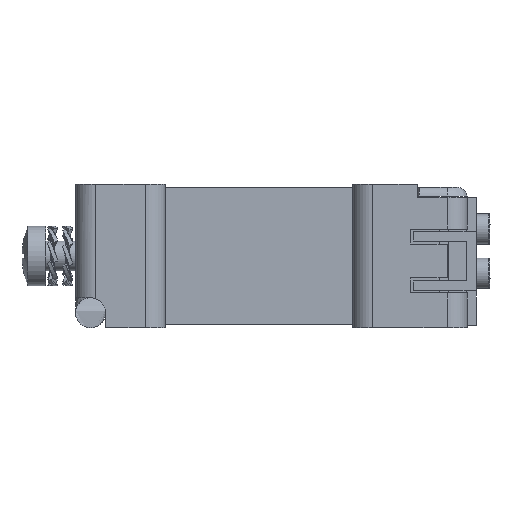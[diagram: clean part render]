
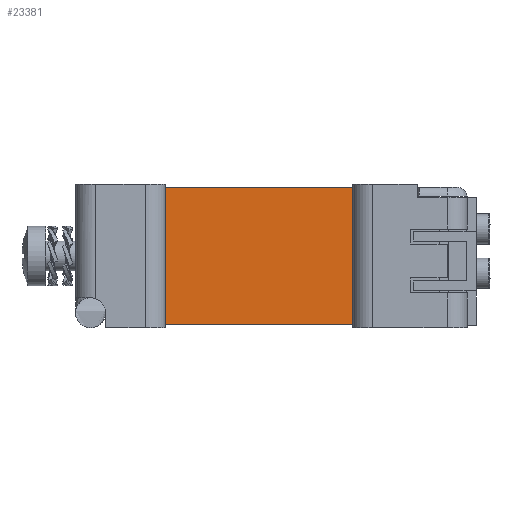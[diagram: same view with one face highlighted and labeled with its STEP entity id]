
A CAD part, left-side view. The second image highlights one B-rep face of the part: STEP entity #23381.
In plain terms, the highlighted planar face has unit normal (-1, 0, 0).
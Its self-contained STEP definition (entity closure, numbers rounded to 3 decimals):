
#3053 = CARTESIAN_POINT ( 'NONE',  ( -77.156, 102.372, 6.9 ) ) ;
#3882 = ORIENTED_EDGE ( 'NONE', *, *, #20181, .F. ) ;
#3963 = VECTOR ( 'NONE', #14312, 1000. ) ;
#4632 = LINE ( 'NONE', #15731, #14552 ) ;
#4739 = AXIS2_PLACEMENT_3D ( 'NONE', #9662, #6070, #19096 ) ;
#4884 = VERTEX_POINT ( 'NONE', #3053 ) ;
#5420 = LINE ( 'NONE', #22039, #19110 ) ;
#5715 = ORIENTED_EDGE ( 'NONE', *, *, #19802, .T. ) ;
#6070 = DIRECTION ( 'NONE',  ( 1., 0., 0. ) ) ;
#9662 = CARTESIAN_POINT ( 'NONE',  ( -77.156, 111.372, 7.2 ) ) ;
#11900 = DIRECTION ( 'NONE',  ( 0., -1., 0. ) ) ;
#12455 = VECTOR ( 'NONE', #23110, 1000. ) ;
#12537 = EDGE_CURVE ( 'NONE', #20724, #13398, #17385, .T. ) ;
#12626 = ORIENTED_EDGE ( 'NONE', *, *, #23089, .F. ) ;
#12910 = CARTESIAN_POINT ( 'NONE',  ( -77.156, 83.572, 6.9 ) ) ;
#12965 = VERTEX_POINT ( 'NONE', #20710 ) ;
#13398 = VERTEX_POINT ( 'NONE', #12910 ) ;
#13675 = FACE_OUTER_BOUND ( 'NONE', #19608, .T. ) ;
#14312 = DIRECTION ( 'NONE',  ( 0., 0., 1. ) ) ;
#14552 = VECTOR ( 'NONE', #11900, 1000. ) ;
#15731 = CARTESIAN_POINT ( 'NONE',  ( -77.156, 111.372, 6.9 ) ) ;
#17385 = LINE ( 'NONE', #19355, #12455 ) ;
#18026 = CARTESIAN_POINT ( 'NONE',  ( -77.156, 102.372, 7.2 ) ) ;
#19096 = DIRECTION ( 'NONE',  ( 0., 1., 0. ) ) ;
#19110 = VECTOR ( 'NONE', #23905, 1000. ) ;
#19355 = CARTESIAN_POINT ( 'NONE',  ( -77.156, 83.572, 7.2 ) ) ;
#19608 = EDGE_LOOP ( 'NONE', ( #12626, #3882, #5715, #24019 ) ) ;
#19789 = CARTESIAN_POINT ( 'NONE',  ( -77.156, 83.572, -6.9 ) ) ;
#19802 = EDGE_CURVE ( 'NONE', #12965, #20724, #5420, .T. ) ;
#20181 = EDGE_CURVE ( 'NONE', #12965, #4884, #23756, .T. ) ;
#20710 = CARTESIAN_POINT ( 'NONE',  ( -77.156, 102.372, -6.9 ) ) ;
#20714 = PLANE ( 'NONE',  #4739 ) ;
#20724 = VERTEX_POINT ( 'NONE', #19789 ) ;
#22039 = CARTESIAN_POINT ( 'NONE',  ( -77.156, 102.372, -6.9 ) ) ;
#23089 = EDGE_CURVE ( 'NONE', #4884, #13398, #4632, .T. ) ;
#23110 = DIRECTION ( 'NONE',  ( 0., 0., 1. ) ) ;
#23381 = ADVANCED_FACE ( 'NONE', ( #13675 ), #20714, .F. ) ;
#23756 = LINE ( 'NONE', #18026, #3963 ) ;
#23905 = DIRECTION ( 'NONE',  ( 0., -1., 0. ) ) ;
#24019 = ORIENTED_EDGE ( 'NONE', *, *, #12537, .T. ) ;
